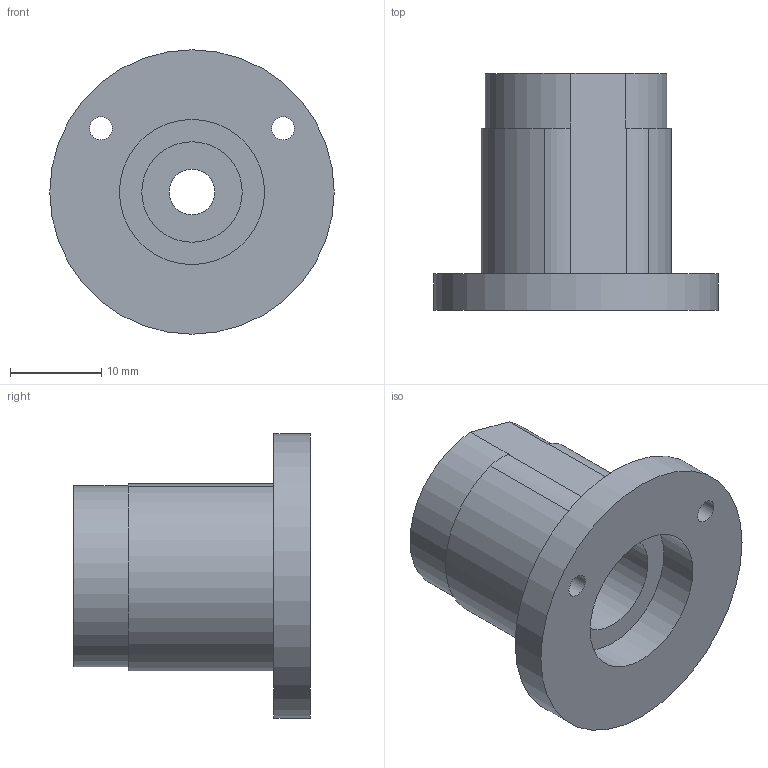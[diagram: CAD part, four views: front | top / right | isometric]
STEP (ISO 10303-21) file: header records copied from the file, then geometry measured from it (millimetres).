
FILE_DESCRIPTION(/* description */ (''),/* implementation_level */ '2;1');
FILE_NAME(/* name */ 'Tool Holder v5.step',/* time_stamp */ '2024-08-24T15:54:27-07:00',/* author */ (''),/* organization */ (''),/* preprocessor_version */ 'ST-DEVELOPER v20',/* originating_system */ 'Autodesk Translation Framework v12.14.0.127',/* authorisation */ '');
FILE_SCHEMA (('AUTOMOTIVE_DESIGN { 1 0 10303 214 3 1 1 }'));
Length unit declared in the file: inch
Products named in the file (2): Tool Holder; Tool Body
Assembly tree (1 placements, depth 2):
  Tool Holder
    Tool Body
Bounding box: 31.24 x 26 x 31.24 mm (x, y, z)
Volume: 7614.2 mm3; surface area: 4236.3 mm2
Topology: 1 solids, 1 shells, 19 faces, 39 edges, 26 vertices
Faces by surface type: cylinder 11, plane 8
Full cylindrical faces by diameter (mm): 2.529 x2, 5.035 x1, 11.035 x1, 12 x1, 15.951 x1, 31.242 x1
Entity records: 589 total; most frequent: DIRECTION 105, CARTESIAN_POINT 87, ORIENTED_EDGE 78, AXIS2_PLACEMENT_3D 44, EDGE_CURVE 39, EDGE_LOOP 29, VERTEX_POINT 26, CIRCLE 22
